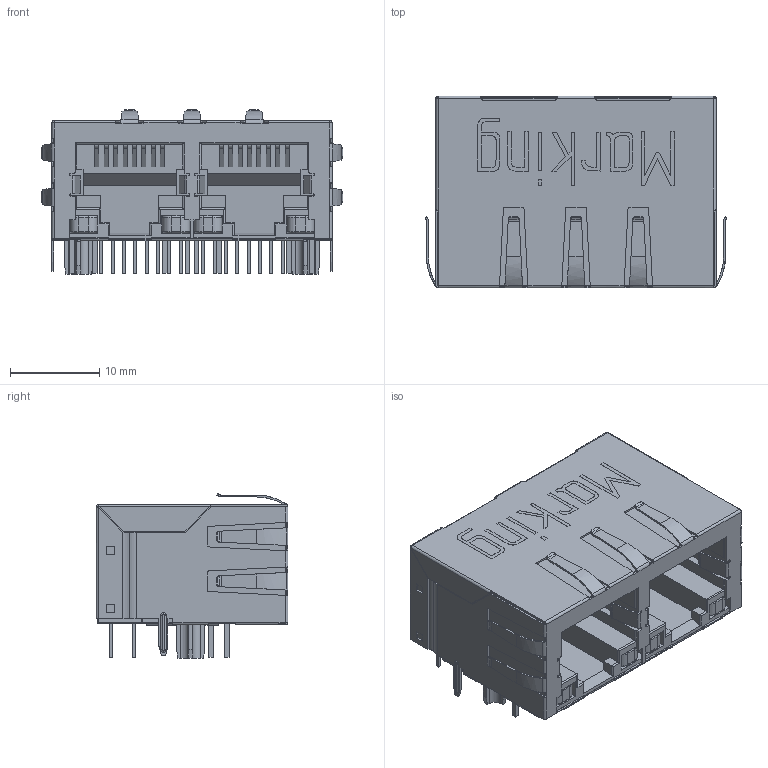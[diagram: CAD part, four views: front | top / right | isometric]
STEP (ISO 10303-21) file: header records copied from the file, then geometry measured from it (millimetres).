
FILE_DESCRIPTION(/* description */ ('Unknown'),/* implementation_level */ '2;1');
FILE_NAME(/* name */ 'T_Wurth_WE-RJ45LAN_7499121211',/* time_stamp */ '2025-08-21T15:25:25+08:00',/* author */ ('Unknown'),/* organization */ ('Unknown'),/* preprocessor_version */ 'ST-DEVELOPER v19.4',/* originating_system */ 'Solid Edge',/* authorisation */ 'Unknown');
FILE_SCHEMA (('AUTOMOTIVE_DESIGN {1 0 10303 214 3 1 1}'));
Length unit declared in the file: millimetre
Products named in the file (2): T_Wurth_WE-RJ45LAN_7499121211
Assembly tree (1 placements, depth 2):
  T_Wurth_WE-RJ45LAN_7499121211
    T_Wurth_WE-RJ45LAN_7499121211
Bounding box: 33.85 x 21.5 x 18.47 mm (x, y, z)
Volume: 6732.5 mm3; surface area: 5324.9 mm2
Topology: 1 solids, 1 shells, 1274 faces, 3334 edges, 2110 vertices
Faces by surface type: plane 786, cylinder 364, bspline 72, torus 24, cone 16, sphere 12
Entity records: 49597 total; most frequent: CARTESIAN_POINT 10033, ORIENTED_EDGE 6644, DIRECTION 5891, EDGE_CURVE 3322, LINE 2259, VECTOR 2259, VERTEX_POINT 2110, AXIS2_PLACEMENT_3D 1816
